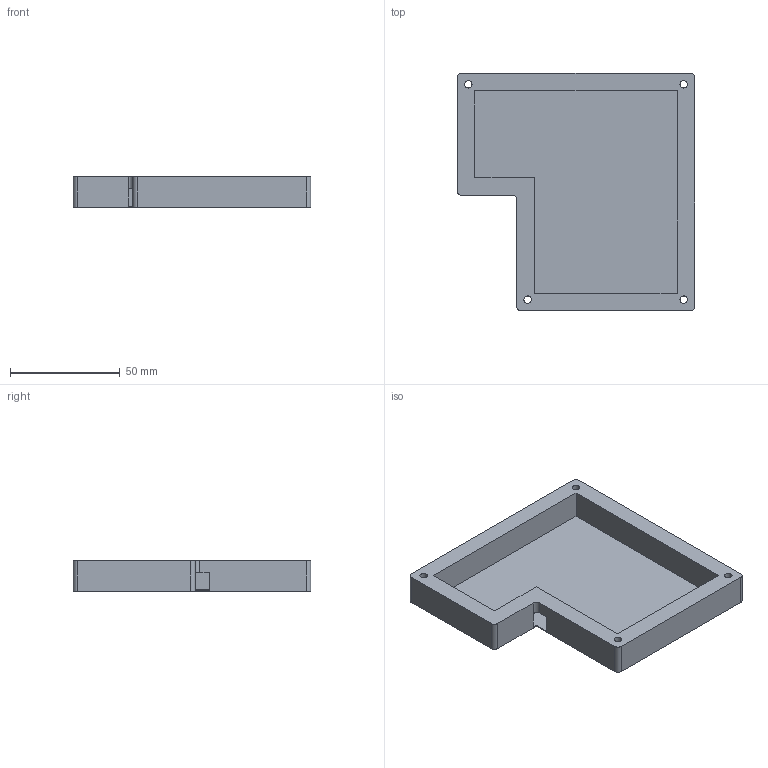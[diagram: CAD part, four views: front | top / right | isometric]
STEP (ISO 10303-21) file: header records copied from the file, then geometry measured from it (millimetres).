
FILE_DESCRIPTION(/* description */ ('','CAx-IF Rec.Pracs.---Representation and Presentation of Product Manufacturing Information (PMI)---4.0---2014-10-13'),/* implementation_level */ '2;1');
FILE_NAME(/* name */ 'Base.step',/* time_stamp */ '2025-02-15T19:25:06-05:00',/* author */ (''),/* organization */ (''),/* preprocessor_version */ 'ST-DEVELOPER v20',/* originating_system */ 'Autodesk Translation Framework v13.20.0.188',/* authorisation */ '');
FILE_SCHEMA (('AP242_MANAGED_MODEL_BASED_3D_ENGINEERING_MIM_LF { 1 0 10303 442 1 1 4 }'));
Length unit declared in the file: millimetre
Products named in the file (1): Pad
Bounding box: 108 x 108 x 14 mm (x, y, z)
Volume: 49948.9 mm3; surface area: 32231.3 mm2
Topology: 1 solids, 1 shells, 411 faces, 1143 edges, 761 vertices
Faces by surface type: bspline 242, plane 155, cylinder 14
Full cylindrical faces by diameter (mm): 3.4 x4, 6 x4
Entity records: 15363 total; most frequent: CARTESIAN_POINT 6430, ORIENTED_EDGE 2286, EDGE_CURVE 1143, DIRECTION 1027, VERTEX_POINT 761, LINE 631, VECTOR 631, B_SPLINE_CURVE_WITH_KNOTS 484
